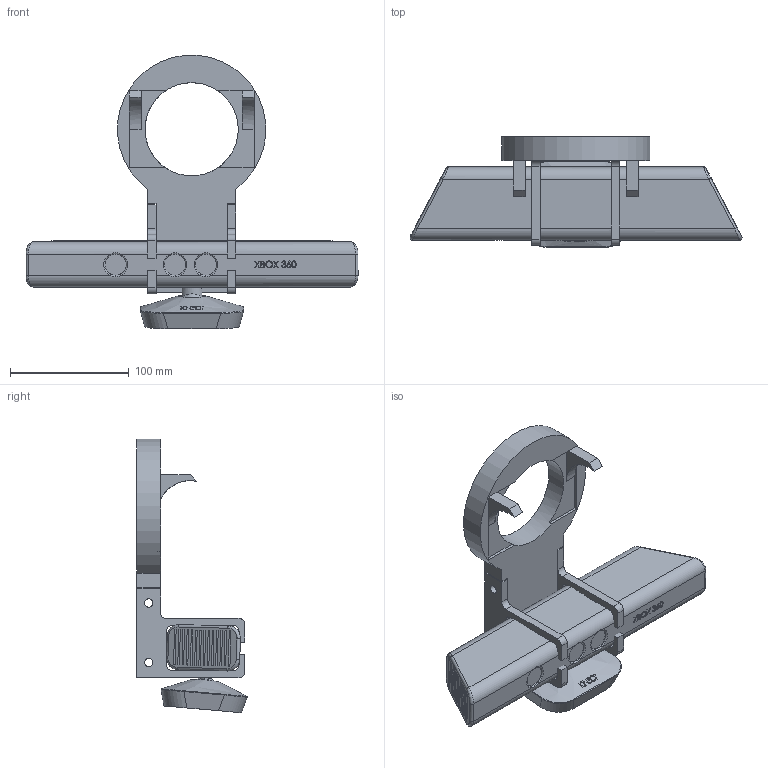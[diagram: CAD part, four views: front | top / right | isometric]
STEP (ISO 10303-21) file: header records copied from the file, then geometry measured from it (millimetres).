
FILE_DESCRIPTION(/* description */ (''),/* implementation_level */ '2;1');
FILE_NAME(/* name */ 'End Effector Interface Final.step',/* time_stamp */ '2018-12-14T17:59:36-08:00',/* author */ (''),/* organization */ (''),/* preprocessor_version */ 'ST-DEVELOPER v17.2',/* originating_system */ 'Autodesk Translation Framework v7.6.0.251',/* authorisation */ '');
FILE_SCHEMA (('AUTOMOTIVE_DESIGN { 1 0 10303 214 3 1 1 }'));
Length unit declared in the file: millimetre
Products named in the file (6): End Effector Interface parallel; Kinect Bracket; New Kinect Mount Base; Kinect; base KINECT; KINECT XBOX
Assembly tree (6 placements, depth 3):
  End Effector Interface parallel
    Kinect Bracket  x2
    New Kinect Mount Base
    Kinect
      base KINECT
      KINECT XBOX
Bounding box: 279.38 x 92.9 x 230.08 mm (x, y, z)
Volume: 935412.5 mm3; surface area: 139716.8 mm2
Topology: 5 solids, 5 shells, 398 faces, 1043 edges, 701 vertices
Faces by surface type: plane 265, bspline 80, cylinder 45, torus 6, sphere 2
Full cylindrical faces by diameter (mm): 7 x6, 18 x3, 78.5 x1
Entity records: 22519 total; most frequent: CARTESIAN_POINT 13524, ORIENTED_EDGE 1940, DIRECTION 1505, EDGE_CURVE 970, LINE 669, VECTOR 669, VERTEX_POINT 655, EDGE_LOOP 433
